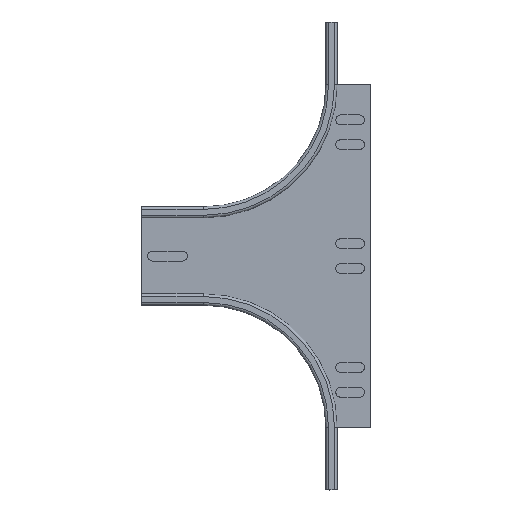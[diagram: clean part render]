
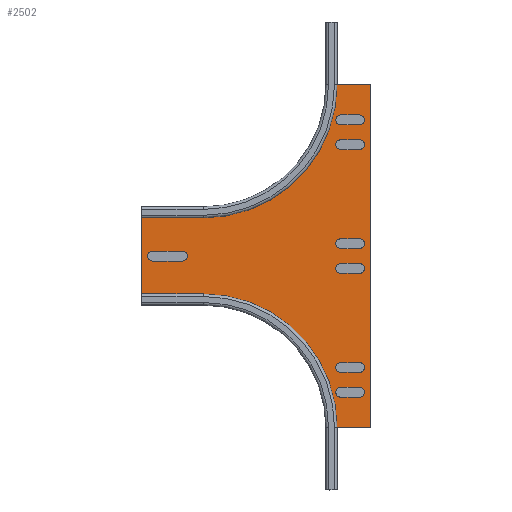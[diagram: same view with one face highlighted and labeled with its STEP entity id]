
A CAD part, top view. The second image highlights one B-rep face of the part: STEP entity #2502.
In plain terms, the highlighted planar face has unit normal (0, 0, 1).
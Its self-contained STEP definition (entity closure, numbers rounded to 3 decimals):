
#168=CIRCLE('',#2655,101.6);
#169=CIRCLE('',#2656,101.6);
#356=FACE_OUTER_BOUND('',#506,.T.);
#506=EDGE_LOOP('',(#1750,#1751,#1752,#1753,#1754,#1755,#1756,#1757));
#658=LINE('',#3879,#868);
#661=LINE('',#3887,#871);
#666=LINE('',#3896,#876);
#667=LINE('',#3900,#877);
#668=LINE('',#3902,#878);
#669=LINE('',#3904,#879);
#868=VECTOR('',#2996,1.);
#871=VECTOR('',#3001,1.);
#876=VECTOR('',#3010,1.);
#877=VECTOR('',#3013,1.);
#878=VECTOR('',#3014,1.);
#879=VECTOR('',#3015,1.);
#1074=VERTEX_POINT('',#3869);
#1077=VERTEX_POINT('',#3877);
#1080=VERTEX_POINT('',#3884);
#1081=VERTEX_POINT('',#3886);
#1084=VERTEX_POINT('',#3897);
#1085=VERTEX_POINT('',#3899);
#1086=VERTEX_POINT('',#3901);
#1087=VERTEX_POINT('',#3903);
#1346=EDGE_CURVE('',#1074,#1077,#658,.T.);
#1349=EDGE_CURVE('',#1081,#1080,#661,.T.);
#1354=EDGE_CURVE('',#1077,#1081,#666,.T.);
#1355=EDGE_CURVE('',#1084,#1080,#168,.T.);
#1356=EDGE_CURVE('',#1084,#1085,#667,.T.);
#1357=EDGE_CURVE('',#1086,#1085,#668,.T.);
#1358=EDGE_CURVE('',#1087,#1086,#669,.T.);
#1359=EDGE_CURVE('',#1087,#1074,#169,.T.);
#1750=ORIENTED_EDGE('',*,*,#1346,.T.);
#1751=ORIENTED_EDGE('',*,*,#1354,.T.);
#1752=ORIENTED_EDGE('',*,*,#1349,.T.);
#1753=ORIENTED_EDGE('',*,*,#1355,.F.);
#1754=ORIENTED_EDGE('',*,*,#1356,.T.);
#1755=ORIENTED_EDGE('',*,*,#1357,.F.);
#1756=ORIENTED_EDGE('',*,*,#1358,.F.);
#1757=ORIENTED_EDGE('',*,*,#1359,.T.);
#2438=PLANE('',#2654);
#2502=ADVANCED_FACE('',(#356),#2438,.F.);
#2654=AXIS2_PLACEMENT_3D('',#3895,#3008,#3009);
#2655=AXIS2_PLACEMENT_3D('',#3898,#3011,#3012);
#2656=AXIS2_PLACEMENT_3D('',#3905,#3016,#3017);
#2996=DIRECTION('',(1.,0.,0.));
#3001=DIRECTION('',(-1.,0.,0.));
#3008=DIRECTION('center_axis',(0.,0.,-1.));
#3009=DIRECTION('ref_axis',(1.,0.,0.));
#3010=DIRECTION('',(0.,1.,0.));
#3011=DIRECTION('center_axis',(0.,0.,1.));
#3012=DIRECTION('ref_axis',(0.,-1.,0.));
#3013=DIRECTION('',(-1.,0.,0.));
#3014=DIRECTION('',(0.,1.,0.));
#3015=DIRECTION('',(-1.,0.,0.));
#3016=DIRECTION('center_axis',(0.,0.,-1.));
#3017=DIRECTION('ref_axis',(0.,1.,0.));
#3869=CARTESIAN_POINT('',(169.432,-79.575,-2.));
#3877=CARTESIAN_POINT('',(202.832,-79.575,-2.));
#3879=CARTESIAN_POINT('',(135.332,-79.575,-2.));
#3884=CARTESIAN_POINT('',(169.432,197.824,-2.));
#3886=CARTESIAN_POINT('',(202.832,197.824,-2.));
#3887=CARTESIAN_POINT('',(135.332,197.824,-2.));
#3895=CARTESIAN_POINT('Origin',(67.832,71.424,-2.));
#3896=CARTESIAN_POINT('',(202.832,17.725,-2.));
#3897=CARTESIAN_POINT('',(67.832,96.224,-2.));
#3898=CARTESIAN_POINT('Origin',(67.832,197.824,-2.));
#3899=CARTESIAN_POINT('',(17.832,96.224,-2.));
#3900=CARTESIAN_POINT('',(67.832,96.224,-2.));
#3901=CARTESIAN_POINT('',(17.832,22.025,-2.));
#3902=CARTESIAN_POINT('',(17.832,22.025,-2.));
#3903=CARTESIAN_POINT('',(67.832,22.025,-2.));
#3904=CARTESIAN_POINT('',(67.832,22.025,-2.));
#3905=CARTESIAN_POINT('Origin',(67.832,-79.575,-2.));
